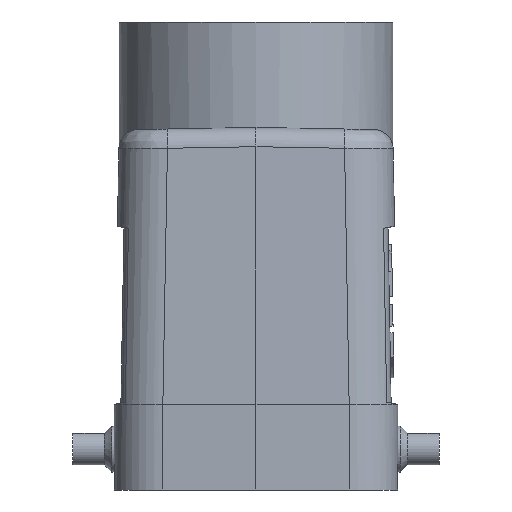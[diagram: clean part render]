
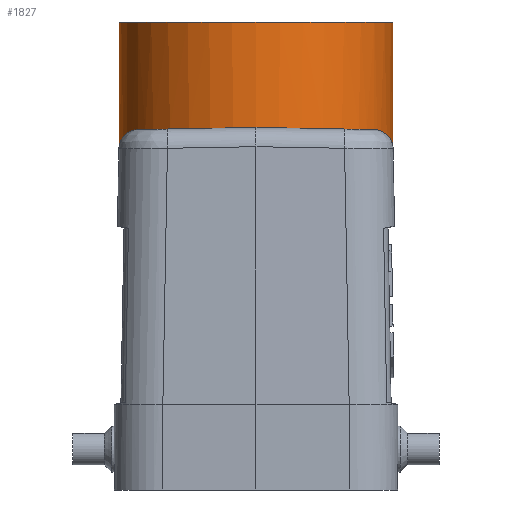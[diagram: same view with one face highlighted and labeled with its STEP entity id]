
A CAD part, left-side view. The second image highlights one B-rep face of the part: STEP entity #1827.
In plain terms, the highlighted cylindrical face has radius 20.75 mm (diameter 41.5 mm), a full revolution.
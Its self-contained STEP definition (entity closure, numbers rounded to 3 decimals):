
#817=CYLINDRICAL_SURFACE('',#4792,20.75);
#862=B_SPLINE_CURVE_WITH_KNOTS('',3,(#6596,#6597,#6598,#6599,#6600,#6601,
#6602,#6603,#6604,#6605,#6606,#6607,#6608,#6609,#6610,#6611),
 .UNSPECIFIED.,.F.,.F.,(4,2,2,2,2,2,2,4),(0.,0.25,0.375,0.5,0.625,0.75,
0.875,1.),.UNSPECIFIED.);
#863=B_SPLINE_CURVE_WITH_KNOTS('',3,(#6615,#6616,#6617,#6618,#6619,#6620,
#6621,#6622,#6623,#6624,#6625,#6626,#6627,#6628,#6629,#6630),
 .UNSPECIFIED.,.F.,.F.,(4,2,2,2,2,2,2,4),(0.,0.25,0.375,0.5,0.625,0.75,
0.875,1.),.UNSPECIFIED.);
#931=FACE_BOUND('',#2390,.T.);
#932=FACE_BOUND('',#2391,.T.);
#1757=ELLIPSE('',#4755,20.753,20.75);
#1759=ELLIPSE('',#4758,20.753,20.75);
#1761=ELLIPSE('',#4761,20.753,20.75);
#1763=ELLIPSE('',#4764,20.753,20.75);
#1827=ADVANCED_FACE('',(#931,#932),#817,.T.);
#2390=EDGE_LOOP('',(#2962,#2963,#2964,#2965,#2966,#2967));
#2391=EDGE_LOOP('',(#2968));
#2962=ORIENTED_EDGE('',*,*,#4215,.T.);
#2963=ORIENTED_EDGE('',*,*,#4211,.F.);
#2964=ORIENTED_EDGE('',*,*,#4226,.F.);
#2965=ORIENTED_EDGE('',*,*,#4206,.F.);
#2966=ORIENTED_EDGE('',*,*,#4220,.T.);
#2967=ORIENTED_EDGE('',*,*,#4223,.F.);
#2968=ORIENTED_EDGE('',*,*,#4027,.T.);
#3670=VERTEX_POINT('',#6096);
#3823=VERTEX_POINT('',#6560);
#3824=VERTEX_POINT('',#6562);
#3828=VERTEX_POINT('',#6571);
#3829=VERTEX_POINT('',#6573);
#3832=VERTEX_POINT('',#6581);
#3836=VERTEX_POINT('',#6590);
#4027=EDGE_CURVE('',#3670,#3670,#4489,.T.);
#4206=EDGE_CURVE('',#3823,#3824,#1757,.T.);
#4211=EDGE_CURVE('',#3828,#3829,#1759,.T.);
#4215=EDGE_CURVE('',#3832,#3829,#1761,.T.);
#4220=EDGE_CURVE('',#3823,#3836,#1763,.T.);
#4223=EDGE_CURVE('',#3832,#3836,#862,.T.);
#4226=EDGE_CURVE('',#3824,#3828,#863,.T.);
#4489=CIRCLE('',#4702,20.75);
#4702=AXIS2_PLACEMENT_3D('',#6095,#5089,#5090);
#4755=AXIS2_PLACEMENT_3D('',#6561,#5324,#5325);
#4758=AXIS2_PLACEMENT_3D('',#6572,#5333,#5334);
#4761=AXIS2_PLACEMENT_3D('',#6580,#5341,#5342);
#4764=AXIS2_PLACEMENT_3D('',#6591,#5350,#5351);
#4792=AXIS2_PLACEMENT_3D('',#6791,#5421,#5422);
#5089=DIRECTION('',(0.,0.,-1.));
#5090=DIRECTION('',(-1.,0.,0.));
#5324=DIRECTION('',(0.,-0.017,-1.));
#5325=DIRECTION('',(0.,1.,-0.017));
#5333=DIRECTION('',(0.,-0.017,-1.));
#5334=DIRECTION('',(0.,1.,-0.017));
#5341=DIRECTION('',(0.,-0.017,1.));
#5342=DIRECTION('',(0.,-1.,-0.017));
#5350=DIRECTION('',(0.,-0.017,1.));
#5351=DIRECTION('',(0.,-1.,-0.017));
#5421=DIRECTION('',(0.,0.,-1.));
#5422=DIRECTION('',(-1.,0.,0.));
#6095=CARTESIAN_POINT('',(0.,0.,61.85));
#6096=CARTESIAN_POINT('',(-20.75,0.,61.85));
#6560=CARTESIAN_POINT('',(-20.75,0.,45.85));
#6561=CARTESIAN_POINT('',(0.,0.,45.85));
#6562=CARTESIAN_POINT('',(-10.562,17.861,45.538));
#6571=CARTESIAN_POINT('',(10.562,17.861,45.538));
#6572=CARTESIAN_POINT('',(0.,0.,45.85));
#6573=CARTESIAN_POINT('',(20.75,0.,45.85));
#6580=CARTESIAN_POINT('',(0.,0.,45.85));
#6581=CARTESIAN_POINT('',(10.562,-17.861,45.538));
#6590=CARTESIAN_POINT('',(-10.562,-17.861,45.538));
#6591=CARTESIAN_POINT('',(0.,0.,45.85));
#6596=CARTESIAN_POINT('',(10.562,-17.861,45.538));
#6597=CARTESIAN_POINT('',(8.909,-18.838,45.521));
#6598=CARTESIAN_POINT('',(7.178,-19.554,45.08));
#6599=CARTESIAN_POINT('',(4.537,-20.268,44.292));
#6600=CARTESIAN_POINT('',(3.653,-20.446,44.001));
#6601=CARTESIAN_POINT('',(1.857,-20.687,43.439));
#6602=CARTESIAN_POINT('',(0.939,-20.751,43.124));
#6603=CARTESIAN_POINT('',(-0.981,-20.749,43.134));
#6604=CARTESIAN_POINT('',(-1.889,-20.684,43.449));
#6605=CARTESIAN_POINT('',(-3.68,-20.441,44.01));
#6606=CARTESIAN_POINT('',(-4.558,-20.263,44.299));
#6607=CARTESIAN_POINT('',(-6.299,-19.791,44.817));
#6608=CARTESIAN_POINT('',(-7.161,-19.497,45.051));
#6609=CARTESIAN_POINT('',(-8.882,-18.776,45.407));
#6610=CARTESIAN_POINT('',(-9.736,-18.349,45.53));
#6611=CARTESIAN_POINT('',(-10.562,-17.861,45.538));
#6615=CARTESIAN_POINT('',(-10.562,17.861,45.538));
#6616=CARTESIAN_POINT('',(-8.909,18.838,45.521));
#6617=CARTESIAN_POINT('',(-7.178,19.554,45.08));
#6618=CARTESIAN_POINT('',(-4.537,20.268,44.292));
#6619=CARTESIAN_POINT('',(-3.653,20.446,44.001));
#6620=CARTESIAN_POINT('',(-1.857,20.687,43.439));
#6621=CARTESIAN_POINT('',(-0.939,20.751,43.124));
#6622=CARTESIAN_POINT('',(0.981,20.749,43.134));
#6623=CARTESIAN_POINT('',(1.889,20.684,43.449));
#6624=CARTESIAN_POINT('',(3.68,20.441,44.01));
#6625=CARTESIAN_POINT('',(4.558,20.263,44.299));
#6626=CARTESIAN_POINT('',(6.299,19.791,44.817));
#6627=CARTESIAN_POINT('',(7.161,19.497,45.051));
#6628=CARTESIAN_POINT('',(8.882,18.776,45.407));
#6629=CARTESIAN_POINT('',(9.736,18.349,45.53));
#6630=CARTESIAN_POINT('',(10.562,17.861,45.538));
#6791=CARTESIAN_POINT('',(0.,0.,0.));
